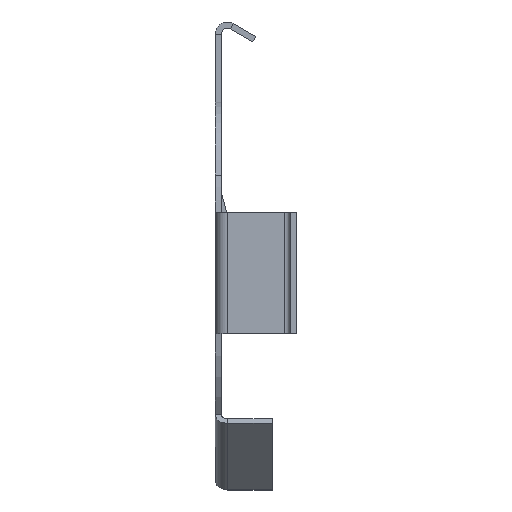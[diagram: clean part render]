
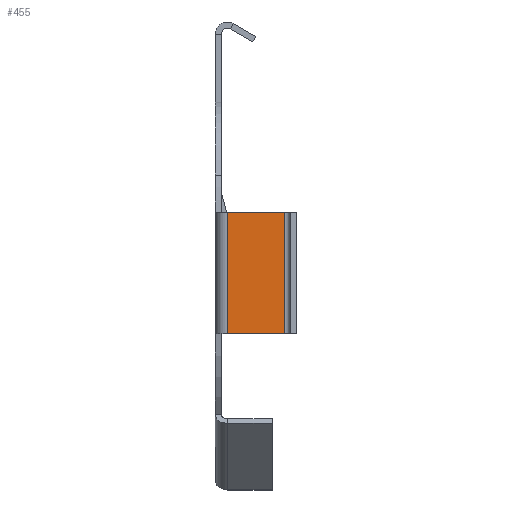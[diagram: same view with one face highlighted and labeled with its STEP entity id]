
A CAD part, left-side view. The second image highlights one B-rep face of the part: STEP entity #455.
In plain terms, the highlighted planar face has unit normal (-1, 0, 0).
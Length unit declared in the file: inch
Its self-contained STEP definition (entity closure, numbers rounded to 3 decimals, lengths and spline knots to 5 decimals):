
#6 = DIRECTION ( 'NONE',  ( 0., -1., 0. ) ) ;
#15 = DIRECTION ( 'NONE',  ( 0., -1., 0. ) ) ;
#92 = DIRECTION ( 'NONE',  ( 0., 1., 0. ) ) ;
#95 = ORIENTED_EDGE ( 'NONE', *, *, #1871, .F. ) ;
#119 = CARTESIAN_POINT ( 'NONE',  ( -0.415, -0.01, -0.49378 ) ) ;
#151 = EDGE_LOOP ( 'NONE', ( #573, #1974, #95, #2942 ) ) ;
#283 = CARTESIAN_POINT ( 'NONE',  ( -0.415, -0.114, -0.29378 ) ) ;
#451 = VERTEX_POINT ( 'NONE', #1396 ) ;
#455 = ADVANCED_FACE ( 'NONE', ( #2741 ), #3287, .F. ) ;
#554 = DIRECTION ( 'NONE',  ( 0., 0., -1. ) ) ;
#573 = ORIENTED_EDGE ( 'NONE', *, *, #2059, .F. ) ;
#949 = CARTESIAN_POINT ( 'NONE',  ( -0.415, -0.114, -0.49378 ) ) ;
#1074 = CARTESIAN_POINT ( 'NONE',  ( -0.415, -0.02, -0.49378 ) ) ;
#1315 = CARTESIAN_POINT ( 'NONE',  ( -0.415, -0.114, -0.29378 ) ) ;
#1396 = CARTESIAN_POINT ( 'NONE',  ( -0.415, -0.02, -0.29378 ) ) ;
#1498 = CARTESIAN_POINT ( 'NONE',  ( -0.415, 0., 0. ) ) ;
#1628 = VECTOR ( 'NONE', #6, 39.37008 ) ;
#1637 = EDGE_CURVE ( 'NONE', #451, #1739, #3115, .T. ) ;
#1699 = VECTOR ( 'NONE', #92, 39.37008 ) ;
#1712 = CARTESIAN_POINT ( 'NONE',  ( -0.415, -0.02, -0.29378 ) ) ;
#1739 = VERTEX_POINT ( 'NONE', #1315 ) ;
#1747 = DIRECTION ( 'NONE',  ( 1., 0., 0. ) ) ;
#1812 = VECTOR ( 'NONE', #554, 39.37008 ) ;
#1842 = CARTESIAN_POINT ( 'NONE',  ( -0.415, -0.114, -0.49378 ) ) ;
#1871 = EDGE_CURVE ( 'NONE', #1739, #2423, #2410, .T. ) ;
#1886 = LINE ( 'NONE', #1712, #2333 ) ;
#1974 = ORIENTED_EDGE ( 'NONE', *, *, #2518, .F. ) ;
#2059 = EDGE_CURVE ( 'NONE', #2497, #451, #1886, .T. ) ;
#2220 = DIRECTION ( 'NONE',  ( 0., 0., 1. ) ) ;
#2305 = LINE ( 'NONE', #119, #1699 ) ;
#2333 = VECTOR ( 'NONE', #2220, 39.37008 ) ;
#2410 = LINE ( 'NONE', #1842, #1812 ) ;
#2423 = VERTEX_POINT ( 'NONE', #949 ) ;
#2497 = VERTEX_POINT ( 'NONE', #1074 ) ;
#2518 = EDGE_CURVE ( 'NONE', #2423, #2497, #2305, .T. ) ;
#2741 = FACE_OUTER_BOUND ( 'NONE', #151, .T. ) ;
#2942 = ORIENTED_EDGE ( 'NONE', *, *, #1637, .F. ) ;
#2960 = AXIS2_PLACEMENT_3D ( 'NONE', #1498, #1747, #15 ) ;
#3115 = LINE ( 'NONE', #283, #1628 ) ;
#3287 = PLANE ( 'NONE',  #2960 ) ;
